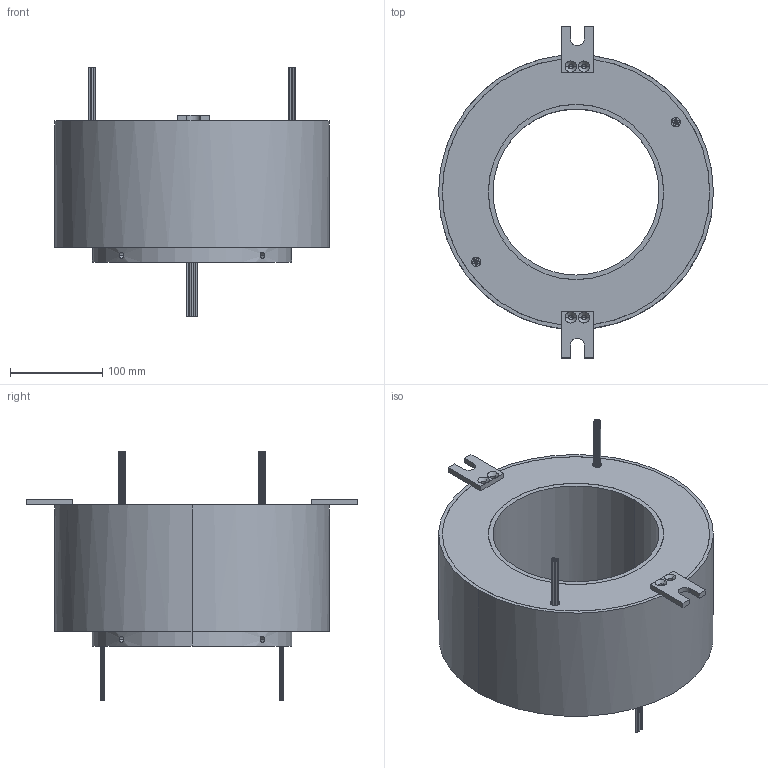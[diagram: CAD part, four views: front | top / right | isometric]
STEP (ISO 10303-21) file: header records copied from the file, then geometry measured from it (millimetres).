
FILE_DESCRIPTION(/* description */ (''),/* implementation_level */ '2;1');
FILE_NAME(/* name */ '',/* time_stamp */ '2020-08-13T11:07:07+08:00',/* author */ (''),/* organization */ (''),/* preprocessor_version */ 'ST-DEVELOPER v15',/* originating_system */ 'SIEMENS PLM Software NX 8.5',/* authorisation */ '');
FILE_SCHEMA (('AUTOMOTIVE_DESIGN { 1 0 10303 214 3 1 1 1 }'));
Length unit declared in the file: millimetre
Products named in the file (1): RT180298-P1210_step
Bounding box: 298 x 360 x 270 mm (x, y, z)
Volume: 6264616.1 mm3; surface area: 355919.9 mm2
Topology: 1 solids, 1 shells, 184 faces, 428 edges, 272 vertices
Faces by surface type: cylinder 106, plane 62, cone 16
Entity records: 5756 total; most frequent: CARTESIAN_POINT 1369, DIRECTION 990, ORIENTED_EDGE 840, EDGE_CURVE 420, AXIS2_PLACEMENT_3D 405, VERTEX_POINT 272, EDGE_LOOP 232, CIRCLE 220
